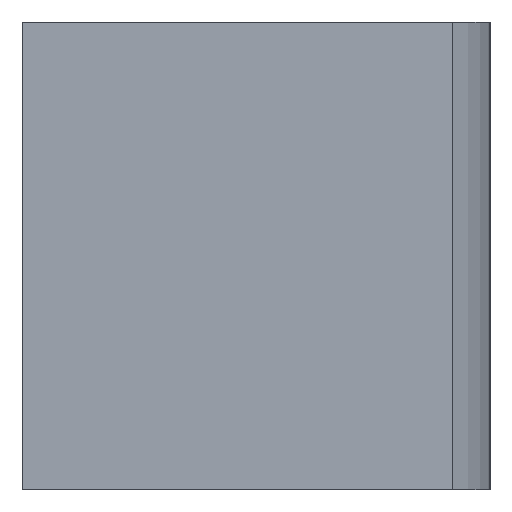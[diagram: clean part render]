
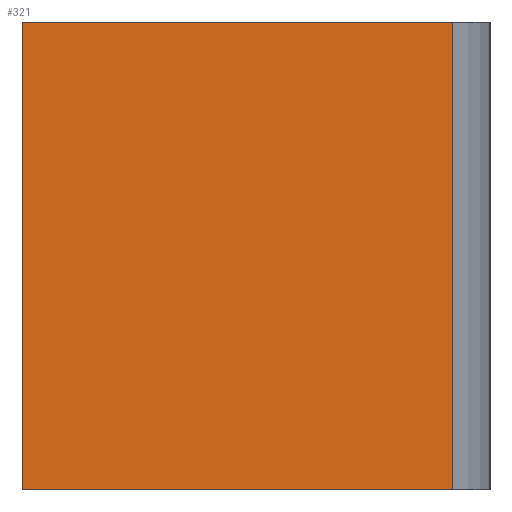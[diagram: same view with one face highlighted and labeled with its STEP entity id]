
A CAD part, left-side view. The second image highlights one B-rep face of the part: STEP entity #321.
In plain terms, the highlighted planar face has unit normal (-1, 0, 0).
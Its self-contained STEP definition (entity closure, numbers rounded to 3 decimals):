
#24 = VERTEX_POINT('',#25);
#25 = CARTESIAN_POINT('',(-14.1,3.35,0.));
#31 = EDGE_CURVE('',#24,#32,#34,.T.);
#32 = VERTEX_POINT('',#33);
#33 = CARTESIAN_POINT('',(-14.1,3.35,6.2));
#34 = LINE('',#35,#36);
#35 = CARTESIAN_POINT('',(-14.1,3.35,4.6));
#36 = VECTOR('',#37,1.);
#37 = DIRECTION('',(0.,0.,1.));
#61 = EDGE_CURVE('',#24,#62,#64,.T.);
#62 = VERTEX_POINT('',#63);
#63 = CARTESIAN_POINT('',(-14.1,-2.35,0.));
#64 = LINE('',#65,#66);
#65 = CARTESIAN_POINT('',(-14.1,2.35,0.));
#66 = VECTOR('',#67,1.);
#67 = DIRECTION('',(0.,-1.,0.));
#256 = VERTEX_POINT('',#257);
#257 = CARTESIAN_POINT('',(-14.1,-2.35,6.2));
#263 = EDGE_CURVE('',#62,#256,#264,.T.);
#264 = LINE('',#265,#266);
#265 = CARTESIAN_POINT('',(-14.1,-2.35,0.));
#266 = VECTOR('',#267,1.);
#267 = DIRECTION('',(0.,0.,1.));
#321 = ADVANCED_FACE('',(#322),#333,.T.);
#322 = FACE_BOUND('',#323,.T.);
#323 = EDGE_LOOP('',(#324,#325,#326,#332));
#324 = ORIENTED_EDGE('',*,*,#61,.T.);
#325 = ORIENTED_EDGE('',*,*,#263,.T.);
#326 = ORIENTED_EDGE('',*,*,#327,.F.);
#327 = EDGE_CURVE('',#32,#256,#328,.T.);
#328 = LINE('',#329,#330);
#329 = CARTESIAN_POINT('',(-14.1,2.35,6.2));
#330 = VECTOR('',#331,1.);
#331 = DIRECTION('',(0.,-1.,0.));
#332 = ORIENTED_EDGE('',*,*,#31,.F.);
#333 = PLANE('',#334);
#334 = AXIS2_PLACEMENT_3D('',#335,#336,#337);
#335 = CARTESIAN_POINT('',(-14.1,0.5,3.1));
#336 = DIRECTION('',(-1.,-0.,-0.));
#337 = DIRECTION('',(0.,0.,-1.));
